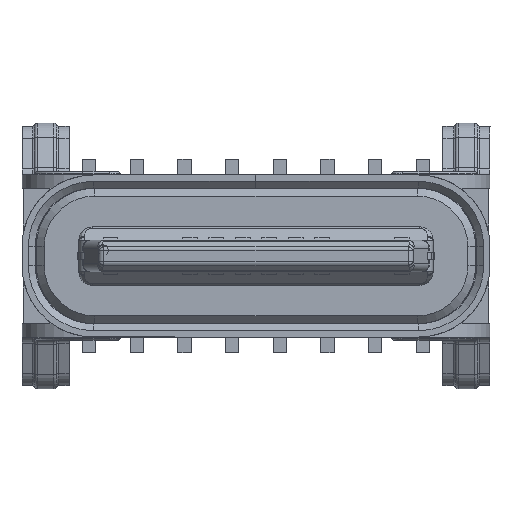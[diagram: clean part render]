
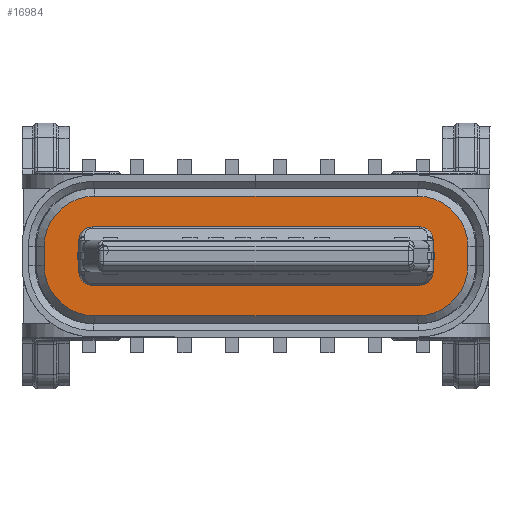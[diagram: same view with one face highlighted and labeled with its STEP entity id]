
A CAD part, front view. The second image highlights one B-rep face of the part: STEP entity #16984.
In plain terms, the highlighted planar face has unit normal (0, -1, 0).
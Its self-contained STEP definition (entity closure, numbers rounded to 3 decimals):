
#2076=DIRECTION('',(0.,0.,1.));
#2077=VECTOR('',#2076,0.36);
#2078=CARTESIAN_POINT('',(-4.,-3.108,
-0.18));
#2079=LINE('',#2078,#2077);
#2106=DIRECTION('',(0.,0.,-1.));
#2107=VECTOR('',#2106,0.36);
#2108=CARTESIAN_POINT('',(4.,-3.108,
0.18));
#2109=LINE('',#2108,#2107);
#2136=CARTESIAN_POINT('',(3.05,-3.108,
0.18));
#2137=DIRECTION('',(0.,-1.,0.));
#2138=DIRECTION('',(1.,0.,0.));
#2139=AXIS2_PLACEMENT_3D('',#2136,#2137,#2138);
#2141=CARTESIAN_POINT('',(3.05,-3.108,
-0.18));
#2142=DIRECTION('',(0.,-1.,0.));
#2143=DIRECTION('',(0.,0.,-1.));
#2144=AXIS2_PLACEMENT_3D('',#2141,#2142,#2143);
#2146=DIRECTION('',(1.,0.,0.));
#2147=VECTOR('',#2146,6.1);
#2148=CARTESIAN_POINT('',(-3.05,-3.108,
-1.13));
#2149=LINE('',#2148,#2147);
#2150=CARTESIAN_POINT('',(-3.05,-3.108,
-0.18));
#2151=DIRECTION('',(0.,-1.,0.));
#2152=DIRECTION('',(-1.,0.,0.));
#2153=AXIS2_PLACEMENT_3D('',#2150,#2151,#2152);
#2155=CARTESIAN_POINT('',(-3.05,-3.108,
0.18));
#2156=DIRECTION('',(0.,-1.,0.));
#2157=DIRECTION('',(0.,0.,1.));
#2158=AXIS2_PLACEMENT_3D('',#2155,#2156,#2157);
#2160=DIRECTION('',(-1.,0.,0.));
#2161=VECTOR('',#2160,6.1);
#2162=CARTESIAN_POINT('',(3.05,-3.108,1.13));
#2163=LINE('',#2162,#2161);
#2164=CARTESIAN_POINT('',(3.095,-3.108,
0.299));
#2165=DIRECTION('',(0.,1.,0.));
#2166=DIRECTION('',(0.,0.,1.));
#2167=AXIS2_PLACEMENT_3D('',#2164,#2165,#2166);
#2169=CARTESIAN_POINT('',(-3.095,-3.108,
0.299));
#2170=DIRECTION('',(0.,1.,0.));
#2171=DIRECTION('',(-1.,0.,0.));
#2172=AXIS2_PLACEMENT_3D('',#2169,#2170,#2171);
#2174=CARTESIAN_POINT('',(-3.095,-3.108,
-0.301));
#2175=DIRECTION('',(0.,1.,0.));
#2176=DIRECTION('',(0.,0.,-1.));
#2177=AXIS2_PLACEMENT_3D('',#2174,#2175,#2176);
#2179=CARTESIAN_POINT('',(3.095,-3.108,
-0.301));
#2180=DIRECTION('',(0.,1.,0.));
#2181=DIRECTION('',(1.,0.,0.));
#2182=AXIS2_PLACEMENT_3D('',#2179,#2180,#2181);
#2196=DIRECTION('',(0.,0.,1.));
#2197=VECTOR('',#2196,0.6);
#2198=CARTESIAN_POINT('',(3.345,-3.108,
-0.301));
#2199=LINE('',#2198,#2197);
#2208=DIRECTION('',(1.,0.,0.));
#2209=VECTOR('',#2208,6.19);
#2210=CARTESIAN_POINT('',(-3.095,-3.108,
-0.551));
#2211=LINE('',#2210,#2209);
#2220=DIRECTION('',(0.,0.,-1.));
#2221=VECTOR('',#2220,0.6);
#2222=CARTESIAN_POINT('',(-3.345,-3.108,
0.299));
#2223=LINE('',#2222,#2221);
#2232=DIRECTION('',(-1.,0.,0.));
#2233=VECTOR('',#2232,6.19);
#2234=CARTESIAN_POINT('',(3.095,-3.108,
0.549));
#2235=LINE('',#2234,#2233);
#11606=CARTESIAN_POINT('',(3.05,-3.108,
-1.13));
#11608=VERTEX_POINT('',#11606);
#11903=CARTESIAN_POINT('',(3.345,-3.108,
-0.301));
#11904=CARTESIAN_POINT('',(3.095,-3.108,
-0.551));
#11905=VERTEX_POINT('',#11903);
#11906=VERTEX_POINT('',#11904);
#11936=CARTESIAN_POINT('',(4.,-3.108,
-0.18));
#11938=VERTEX_POINT('',#11936);
#12294=CARTESIAN_POINT('',(-3.05,-3.108,
-1.13));
#12295=VERTEX_POINT('',#12294);
#12318=CARTESIAN_POINT('',(-3.345,-3.108,
0.299));
#12319=CARTESIAN_POINT('',(-3.095,-3.108,
0.549));
#12320=VERTEX_POINT('',#12318);
#12321=VERTEX_POINT('',#12319);
#12622=CARTESIAN_POINT('',(3.095,-3.108,
0.549));
#12623=VERTEX_POINT('',#12622);
#12730=CARTESIAN_POINT('',(-4.,-3.108,
-0.18));
#12731=CARTESIAN_POINT('',(-4.,-3.108,
0.18));
#12732=VERTEX_POINT('',#12730);
#12733=VERTEX_POINT('',#12731);
#12777=CARTESIAN_POINT('',(-3.345,-3.108,
-0.301));
#12779=VERTEX_POINT('',#12777);
#13047=CARTESIAN_POINT('',(4.,-3.108,
0.18));
#13048=VERTEX_POINT('',#13047);
#13186=CARTESIAN_POINT('',(-3.095,-3.108,
-0.551));
#13187=VERTEX_POINT('',#13186);
#13986=CARTESIAN_POINT('',(3.05,-3.108,
1.13));
#13987=CARTESIAN_POINT('',(-3.05,-3.108,
1.13));
#13988=VERTEX_POINT('',#13986);
#13989=VERTEX_POINT('',#13987);
#14028=CARTESIAN_POINT('',(3.345,-3.108,
0.299));
#14029=VERTEX_POINT('',#14028);
#16951=CARTESIAN_POINT('',(4.5,-3.108,0.549));
#16952=DIRECTION('',(0.,-1.,0.));
#16953=DIRECTION('',(0.,0.,-1.));
#16954=AXIS2_PLACEMENT_3D('',#16951,#16952,#16953);
#16955=PLANE('',#16954);
#16956=ORIENTED_EDGE('',*,*,#16885,.F.);
#16957=ORIENTED_EDGE('',*,*,#16899,.T.);
#16958=ORIENTED_EDGE('',*,*,#16914,.F.);
#16959=ORIENTED_EDGE('',*,*,#16929,.F.);
#16960=ORIENTED_EDGE('',*,*,#16943,.F.);
#16961=ORIENTED_EDGE('',*,*,#16840,.T.);
#16962=ORIENTED_EDGE('',*,*,#16855,.F.);
#16963=ORIENTED_EDGE('',*,*,#16871,.F.);
#16964=EDGE_LOOP('',(#16956,#16957,#16958,#16959,#16960,#16961,#16962,#16963));
#16965=FACE_OUTER_BOUND('',#16964,.F.);
#16967=ORIENTED_EDGE('',*,*,#16966,.F.);
#16969=ORIENTED_EDGE('',*,*,#16968,.T.);
#16971=ORIENTED_EDGE('',*,*,#16970,.F.);
#16973=ORIENTED_EDGE('',*,*,#16972,.T.);
#16975=ORIENTED_EDGE('',*,*,#16974,.F.);
#16977=ORIENTED_EDGE('',*,*,#16976,.T.);
#16979=ORIENTED_EDGE('',*,*,#16978,.F.);
#16981=ORIENTED_EDGE('',*,*,#16980,.T.);
#16982=EDGE_LOOP('',(#16967,#16969,#16971,#16973,#16975,#16977,#16979,#16981));
#16983=FACE_BOUND('',#16982,.F.);
#2140=CIRCLE('',#2139,0.95);
#2145=CIRCLE('',#2144,0.95);
#2154=CIRCLE('',#2153,0.95);
#2159=CIRCLE('',#2158,0.95);
#2168=CIRCLE('',#2167,0.25);
#2173=CIRCLE('',#2172,0.25);
#2178=CIRCLE('',#2177,0.25);
#2183=CIRCLE('',#2182,0.25);
#16840=EDGE_CURVE('',#12732,#12733,#2079,.T.);
#16855=EDGE_CURVE('',#13989,#12733,#2159,.T.);
#16871=EDGE_CURVE('',#13988,#13989,#2163,.T.);
#16885=EDGE_CURVE('',#13048,#13988,#2140,.T.);
#16899=EDGE_CURVE('',#13048,#11938,#2109,.T.);
#16914=EDGE_CURVE('',#11608,#11938,#2145,.T.);
#16929=EDGE_CURVE('',#12295,#11608,#2149,.T.);
#16943=EDGE_CURVE('',#12732,#12295,#2154,.T.);
#16966=EDGE_CURVE('',#12623,#14029,#2168,.T.);
#16968=EDGE_CURVE('',#12623,#12321,#2235,.T.);
#16970=EDGE_CURVE('',#12320,#12321,#2173,.T.);
#16972=EDGE_CURVE('',#12320,#12779,#2223,.T.);
#16974=EDGE_CURVE('',#13187,#12779,#2178,.T.);
#16976=EDGE_CURVE('',#13187,#11906,#2211,.T.);
#16978=EDGE_CURVE('',#11905,#11906,#2183,.T.);
#16980=EDGE_CURVE('',#11905,#14029,#2199,.T.);
#16984=ADVANCED_FACE('',(#16965,#16983),#16955,.T.);
